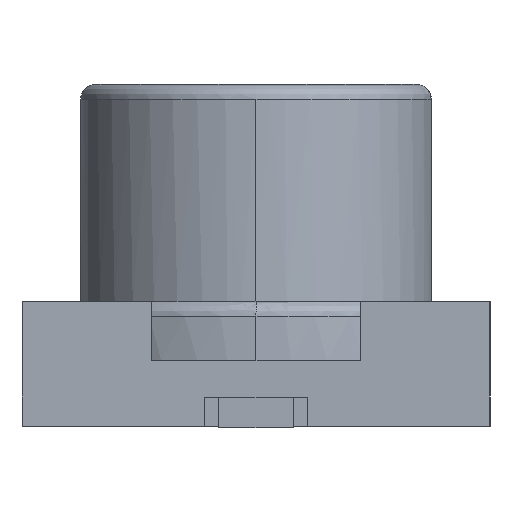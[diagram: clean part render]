
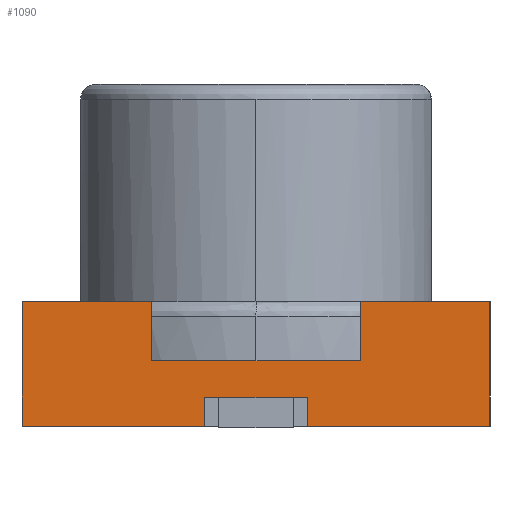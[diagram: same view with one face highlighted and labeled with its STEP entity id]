
A CAD part, left-side view. The second image highlights one B-rep face of the part: STEP entity #1090.
In plain terms, the highlighted free-form (B-spline) face has degree [1, 1] with [2, 2] control points.
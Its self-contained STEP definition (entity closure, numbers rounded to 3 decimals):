
#268 = EDGE_CURVE('',#269,#271,#273,.T.);
#269 = VERTEX_POINT('',#270);
#270 = CARTESIAN_POINT('',(-3.367,-0.337,
    0.01));
#271 = VERTEX_POINT('',#272);
#272 = CARTESIAN_POINT('',(-3.367,-1.515,
    0.01));
#273 = B_SPLINE_CURVE_WITH_KNOTS('',1,(#274,#275),.UNSPECIFIED.,.F.,.F.,
  (2,2),(1.852,3.03),.PIECEWISE_BEZIER_KNOTS.);
#274 = CARTESIAN_POINT('',(-3.367,-0.337,
    0.01));
#275 = CARTESIAN_POINT('',(-3.367,-1.515,
    0.01));
#292 = VERTEX_POINT('',#293);
#293 = CARTESIAN_POINT('',(-3.367,0.337,
    0.01));
#298 = EDGE_CURVE('',#299,#292,#301,.T.);
#299 = VERTEX_POINT('',#300);
#300 = CARTESIAN_POINT('',(-3.367,1.515,
    0.01));
#301 = B_SPLINE_CURVE_WITH_KNOTS('',1,(#302,#303),.UNSPECIFIED.,.F.,.F.,
  (2,2),(0.,1.178),.PIECEWISE_BEZIER_KNOTS.);
#302 = CARTESIAN_POINT('',(-3.367,1.515,
    0.01));
#303 = CARTESIAN_POINT('',(-3.367,0.337,
    0.01));
#585 = VERTEX_POINT('',#586);
#586 = CARTESIAN_POINT('',(-3.367,0.337,0.192
    ));
#601 = VERTEX_POINT('',#602);
#602 = CARTESIAN_POINT('',(-3.367,0.24,0.192
    ));
#607 = EDGE_CURVE('',#601,#585,#608,.T.);
#608 = B_SPLINE_CURVE_WITH_KNOTS('',1,(#609,#610),.UNSPECIFIED.,.F.,.F.,
  (2,2),(0.577,0.673),.PIECEWISE_BEZIER_KNOTS.);
#609 = CARTESIAN_POINT('',(-3.367,0.24,0.192
    ));
#610 = CARTESIAN_POINT('',(-3.367,0.337,0.192
    ));
#623 = VERTEX_POINT('',#624);
#624 = CARTESIAN_POINT('',(-3.367,-0.24,
    0.192));
#637 = VERTEX_POINT('',#638);
#638 = CARTESIAN_POINT('',(-3.367,-0.337,
    0.192));
#643 = EDGE_CURVE('',#637,#623,#644,.T.);
#644 = B_SPLINE_CURVE_WITH_KNOTS('',1,(#645,#646),.UNSPECIFIED.,.F.,.F.,
  (2,2),(0.,0.096),.PIECEWISE_BEZIER_KNOTS.);
#645 = CARTESIAN_POINT('',(-3.367,-0.337,
    0.192));
#646 = CARTESIAN_POINT('',(-3.367,-0.24,
    0.192));
#762 = VERTEX_POINT('',#763);
#763 = CARTESIAN_POINT('',(-3.367,1.515,0.818
    ));
#768 = EDGE_CURVE('',#762,#769,#771,.T.);
#769 = VERTEX_POINT('',#770);
#770 = CARTESIAN_POINT('',(-3.367,0.673,0.818
    ));
#771 = B_SPLINE_CURVE_WITH_KNOTS('',1,(#772,#773),.UNSPECIFIED.,.F.,.F.,
  (2,2),(0.,0.842),.PIECEWISE_BEZIER_KNOTS.);
#772 = CARTESIAN_POINT('',(-3.367,1.515,0.818
    ));
#773 = CARTESIAN_POINT('',(-3.367,0.673,0.818
    ));
#789 = VERTEX_POINT('',#790);
#790 = CARTESIAN_POINT('',(-3.367,-1.515,
    0.818));
#813 = VERTEX_POINT('',#814);
#814 = CARTESIAN_POINT('',(-3.367,-0.673,
    0.818));
#819 = EDGE_CURVE('',#813,#789,#820,.T.);
#820 = B_SPLINE_CURVE_WITH_KNOTS('',1,(#821,#822),.UNSPECIFIED.,.F.,.F.,
  (2,2),(2.188,3.03),.PIECEWISE_BEZIER_KNOTS.);
#821 = CARTESIAN_POINT('',(-3.367,-0.673,
    0.818));
#822 = CARTESIAN_POINT('',(-3.367,-1.515,
    0.818));
#976 = EDGE_CURVE('',#789,#271,#977,.T.);
#977 = B_SPLINE_CURVE_WITH_KNOTS('',1,(#978,#979),.UNSPECIFIED.,.F.,.F.,
  (2,2),(-0.,0.808),.PIECEWISE_BEZIER_KNOTS.);
#978 = CARTESIAN_POINT('',(-3.367,-1.515,
    0.818));
#979 = CARTESIAN_POINT('',(-3.367,-1.515,
    0.01));
#1022 = EDGE_CURVE('',#762,#299,#1023,.T.);
#1023 = B_SPLINE_CURVE_WITH_KNOTS('',1,(#1024,#1025),.UNSPECIFIED.,.F.,
  .F.,(2,2),(-0.,0.808),.PIECEWISE_BEZIER_KNOTS.);
#1024 = CARTESIAN_POINT('',(-3.367,1.515,
    0.818));
#1025 = CARTESIAN_POINT('',(-3.367,1.515,
    0.01));
#1090 = ADVANCED_FACE('',(#1091),#1135,.F.);
#1091 = FACE_BOUND('',#1092,.T.);
#1092 = EDGE_LOOP('',(#1093,#1094,#1099,#1100,#1101,#1102,#1109,#1116,
    #1121,#1122,#1123,#1124,#1129,#1130));
#1093 = ORIENTED_EDGE('',*,*,#643,.F.);
#1094 = ORIENTED_EDGE('',*,*,#1095,.T.);
#1095 = EDGE_CURVE('',#637,#269,#1096,.T.);
#1096 = B_SPLINE_CURVE_WITH_KNOTS('',1,(#1097,#1098),.UNSPECIFIED.,.F.,
  .F.,(2,2),(-0.,0.183),.PIECEWISE_BEZIER_KNOTS.);
#1097 = CARTESIAN_POINT('',(-3.367,-0.337,
    0.192));
#1098 = CARTESIAN_POINT('',(-3.367,-0.337,
    0.01));
#1099 = ORIENTED_EDGE('',*,*,#268,.T.);
#1100 = ORIENTED_EDGE('',*,*,#976,.F.);
#1101 = ORIENTED_EDGE('',*,*,#819,.F.);
#1102 = ORIENTED_EDGE('',*,*,#1103,.T.);
#1103 = EDGE_CURVE('',#813,#1104,#1106,.T.);
#1104 = VERTEX_POINT('',#1105);
#1105 = CARTESIAN_POINT('',(-3.367,-0.673,
    0.433));
#1106 = B_SPLINE_CURVE_WITH_KNOTS('',1,(#1107,#1108),.UNSPECIFIED.,.F.,
  .F.,(2,2),(0.,0.385),.PIECEWISE_BEZIER_KNOTS.);
#1107 = CARTESIAN_POINT('',(-3.367,-0.673,
    0.818));
#1108 = CARTESIAN_POINT('',(-3.367,-0.673,
    0.433));
#1109 = ORIENTED_EDGE('',*,*,#1110,.F.);
#1110 = EDGE_CURVE('',#1111,#1104,#1113,.T.);
#1111 = VERTEX_POINT('',#1112);
#1112 = CARTESIAN_POINT('',(-3.367,0.673,
    0.433));
#1113 = B_SPLINE_CURVE_WITH_KNOTS('',1,(#1114,#1115),.UNSPECIFIED.,.F.,
  .F.,(2,2),(0.,1.347),.PIECEWISE_BEZIER_KNOTS.);
#1114 = CARTESIAN_POINT('',(-3.367,0.673,
    0.433));
#1115 = CARTESIAN_POINT('',(-3.367,-0.673,
    0.433));
#1116 = ORIENTED_EDGE('',*,*,#1117,.F.);
#1117 = EDGE_CURVE('',#769,#1111,#1118,.T.);
#1118 = B_SPLINE_CURVE_WITH_KNOTS('',1,(#1119,#1120),.UNSPECIFIED.,.F.,
  .F.,(2,2),(0.,0.385),.PIECEWISE_BEZIER_KNOTS.);
#1119 = CARTESIAN_POINT('',(-3.367,0.673,
    0.818));
#1120 = CARTESIAN_POINT('',(-3.367,0.673,
    0.433));
#1121 = ORIENTED_EDGE('',*,*,#768,.F.);
#1122 = ORIENTED_EDGE('',*,*,#1022,.T.);
#1123 = ORIENTED_EDGE('',*,*,#298,.T.);
#1124 = ORIENTED_EDGE('',*,*,#1125,.F.);
#1125 = EDGE_CURVE('',#585,#292,#1126,.T.);
#1126 = B_SPLINE_CURVE_WITH_KNOTS('',1,(#1127,#1128),.UNSPECIFIED.,.F.,
  .F.,(2,2),(-0.,0.183),.PIECEWISE_BEZIER_KNOTS.);
#1127 = CARTESIAN_POINT('',(-3.367,0.337,
    0.192));
#1128 = CARTESIAN_POINT('',(-3.367,0.337,
    0.01));
#1129 = ORIENTED_EDGE('',*,*,#607,.F.);
#1130 = ORIENTED_EDGE('',*,*,#1131,.F.);
#1131 = EDGE_CURVE('',#623,#601,#1132,.T.);
#1132 = B_SPLINE_CURVE_WITH_KNOTS('',1,(#1133,#1134),.UNSPECIFIED.,.F.,
  .F.,(2,2),(0.096,0.577),
  .PIECEWISE_BEZIER_KNOTS.);
#1133 = CARTESIAN_POINT('',(-3.367,-0.24,
    0.192));
#1134 = CARTESIAN_POINT('',(-3.367,0.24,
    0.192));
#1135 = B_SPLINE_SURFACE_WITH_KNOTS('',1,1,(
    (#1136,#1137)
    ,(#1138,#1139
    )),.UNSPECIFIED.,.F.,.F.,.F.,(2,2),(2,2),(-0.,0.808),(
    -3.03,0.),.PIECEWISE_BEZIER_KNOTS.);
#1136 = CARTESIAN_POINT('',(-3.367,-1.515,
    0.818));
#1137 = CARTESIAN_POINT('',(-3.367,1.515,
    0.818));
#1138 = CARTESIAN_POINT('',(-3.367,-1.515,
    0.01));
#1139 = CARTESIAN_POINT('',(-3.367,1.515,
    0.01));
